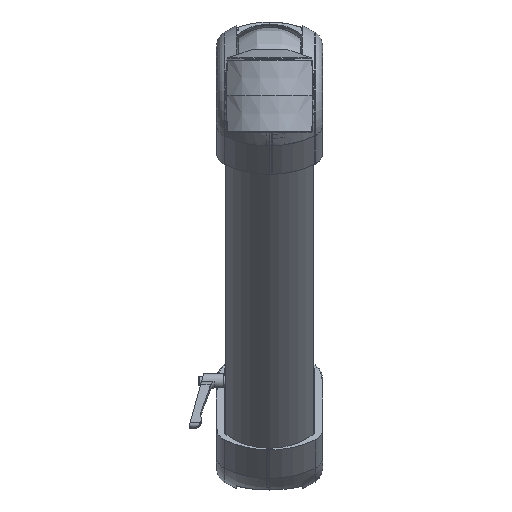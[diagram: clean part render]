
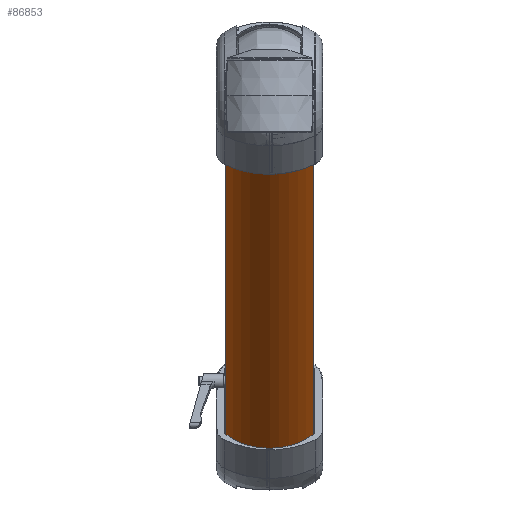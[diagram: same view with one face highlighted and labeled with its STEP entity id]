
A CAD part, top view. The second image highlights one B-rep face of the part: STEP entity #86853.
In plain terms, the highlighted cylindrical face has radius 55 mm (diameter 110 mm), a partial arc.
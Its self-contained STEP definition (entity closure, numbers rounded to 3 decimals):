
#774 = EDGE_CURVE ( 'NONE', #87344, #22016, #10000, .T. ) ;
#7252 = CARTESIAN_POINT ( 'NONE',  ( 39.579, -38.19, 481. ) ) ;
#10000 = CIRCLE ( 'NONE', #112029, 55. ) ;
#10027 = CARTESIAN_POINT ( 'NONE',  ( 39.579, -38.19, 481. ) ) ;
#22016 = VERTEX_POINT ( 'NONE', #10027 ) ;
#29138 = DIRECTION ( 'NONE',  ( 0., 0., 1. ) ) ;
#32259 = DIRECTION ( 'NONE',  ( -1., 0., 0. ) ) ;
#44156 = CARTESIAN_POINT ( 'NONE',  ( 0., 0., 481. ) ) ;
#44955 = EDGE_LOOP ( 'NONE', ( #104769, #89171, #108857, #93903 ) ) ;
#47443 = AXIS2_PLACEMENT_3D ( 'NONE', #44156, #127012, #32259 ) ;
#48321 = CIRCLE ( 'NONE', #118181, 55. ) ;
#50103 = DIRECTION ( 'NONE',  ( 0., 0., -1. ) ) ;
#54737 = EDGE_CURVE ( 'NONE', #68325, #58012, #48321, .T. ) ;
#58012 = VERTEX_POINT ( 'NONE', #119261 ) ;
#68325 = VERTEX_POINT ( 'NONE', #110880 ) ;
#69368 = DIRECTION ( 'NONE',  ( 0., 0., 1. ) ) ;
#70423 = VECTOR ( 'NONE', #89983, 1000. ) ;
#81617 = LINE ( 'NONE', #132909, #113167 ) ;
#86853 = ADVANCED_FACE ( 'NONE', ( #115321 ), #139302, .T. ) ;
#87344 = VERTEX_POINT ( 'NONE', #150060 ) ;
#89171 = ORIENTED_EDGE ( 'NONE', *, *, #128239, .T. ) ;
#89983 = DIRECTION ( 'NONE',  ( 0., 0., 1. ) ) ;
#93903 = ORIENTED_EDGE ( 'NONE', *, *, #118904, .T. ) ;
#94478 = LINE ( 'NONE', #7252, #70423 ) ;
#99998 = CARTESIAN_POINT ( 'NONE',  ( 0., 0., 0. ) ) ;
#104769 = ORIENTED_EDGE ( 'NONE', *, *, #774, .F. ) ;
#108857 = ORIENTED_EDGE ( 'NONE', *, *, #54737, .T. ) ;
#110880 = CARTESIAN_POINT ( 'NONE',  ( -39.579, -38.19, 0. ) ) ;
#111927 = DIRECTION ( 'NONE',  ( 1., 0., 0. ) ) ;
#112029 = AXIS2_PLACEMENT_3D ( 'NONE', #140225, #69368, #152150 ) ;
#113167 = VECTOR ( 'NONE', #50103, 1000. ) ;
#115321 = FACE_OUTER_BOUND ( 'NONE', #44955, .T. ) ;
#118181 = AXIS2_PLACEMENT_3D ( 'NONE', #99998, #29138, #111927 ) ;
#118904 = EDGE_CURVE ( 'NONE', #58012, #22016, #94478, .T. ) ;
#119261 = CARTESIAN_POINT ( 'NONE',  ( 39.579, -38.19, 0. ) ) ;
#127012 = DIRECTION ( 'NONE',  ( 0., 0., -1. ) ) ;
#128239 = EDGE_CURVE ( 'NONE', #87344, #68325, #81617, .T. ) ;
#132909 = CARTESIAN_POINT ( 'NONE',  ( -39.579, -38.19, 481. ) ) ;
#139302 = CYLINDRICAL_SURFACE ( 'NONE', #47443, 55. ) ;
#140225 = CARTESIAN_POINT ( 'NONE',  ( 0., 0., 481. ) ) ;
#150060 = CARTESIAN_POINT ( 'NONE',  ( -39.579, -38.19, 481. ) ) ;
#152150 = DIRECTION ( 'NONE',  ( 1., 0., 0. ) ) ;
